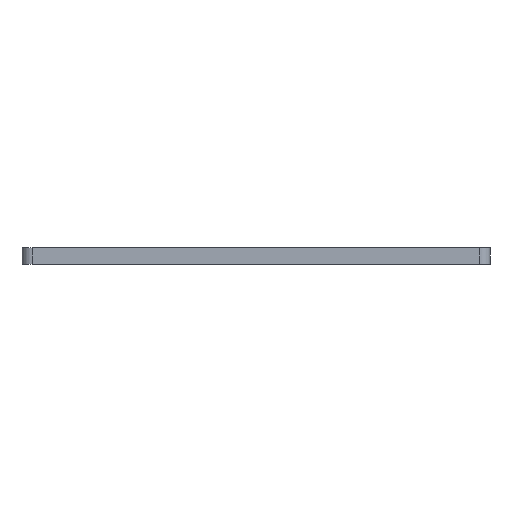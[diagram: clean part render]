
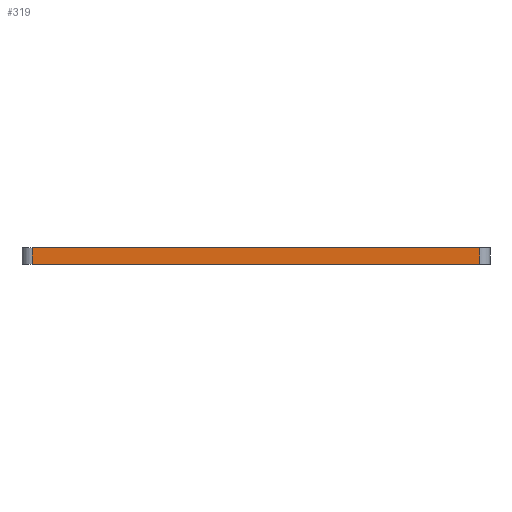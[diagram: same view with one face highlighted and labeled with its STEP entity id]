
A CAD part, front view. The second image highlights one B-rep face of the part: STEP entity #319.
In plain terms, the highlighted planar face has unit normal (0, -1, 0).
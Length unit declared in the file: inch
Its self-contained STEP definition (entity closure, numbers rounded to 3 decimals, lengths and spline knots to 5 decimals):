
#13 = DIRECTION ( 'NONE',  ( -1., 0., 0. ) ) ;
#81 = CARTESIAN_POINT ( 'NONE',  ( 0.025, 0., 0.041 ) ) ;
#122 = VERTEX_POINT ( 'NONE', #2001 ) ;
#152 = ORIENTED_EDGE ( 'NONE', *, *, #1900, .F. ) ;
#193 = CARTESIAN_POINT ( 'NONE',  ( 1.115, 0., 0.041 ) ) ;
#217 = EDGE_LOOP ( 'NONE', ( #1591, #152, #378, #1930 ) ) ;
#319 = ADVANCED_FACE ( 'NONE', ( #912 ), #1875, .T. ) ;
#378 = ORIENTED_EDGE ( 'NONE', *, *, #450, .T. ) ;
#393 = EDGE_CURVE ( 'NONE', #1523, #122, #1274, .T. ) ;
#450 = EDGE_CURVE ( 'NONE', #2283, #1523, #1423, .T. ) ;
#774 = CARTESIAN_POINT ( 'NONE',  ( 0.025, 0., 0.041 ) ) ;
#911 = VECTOR ( 'NONE', #1702, 39.37008 ) ;
#912 = FACE_OUTER_BOUND ( 'NONE', #217, .T. ) ;
#1096 = DIRECTION ( 'NONE',  ( 0., 0., -1. ) ) ;
#1274 = LINE ( 'NONE', #774, #911 ) ;
#1335 = VECTOR ( 'NONE', #13, 39.37008 ) ;
#1408 = AXIS2_PLACEMENT_3D ( 'NONE', #1676, #2227, #1096 ) ;
#1423 = LINE ( 'NONE', #193, #1335 ) ;
#1443 = CARTESIAN_POINT ( 'NONE',  ( 1.115, 0., 0. ) ) ;
#1447 = VECTOR ( 'NONE', #1632, 39.37008 ) ;
#1523 = VERTEX_POINT ( 'NONE', #81 ) ;
#1557 = DIRECTION ( 'NONE',  ( 0., 0., -1. ) ) ;
#1581 = EDGE_CURVE ( 'NONE', #2234, #122, #1626, .T. ) ;
#1591 = ORIENTED_EDGE ( 'NONE', *, *, #1581, .F. ) ;
#1626 = LINE ( 'NONE', #1443, #1447 ) ;
#1630 = CARTESIAN_POINT ( 'NONE',  ( 1.115, 0., 0. ) ) ;
#1632 = DIRECTION ( 'NONE',  ( -1., 0., 0. ) ) ;
#1650 = LINE ( 'NONE', #2087, #2212 ) ;
#1676 = CARTESIAN_POINT ( 'NONE',  ( 1.115, 0., 0.041 ) ) ;
#1702 = DIRECTION ( 'NONE',  ( 0., 0., -1. ) ) ;
#1875 = PLANE ( 'NONE',  #1408 ) ;
#1900 = EDGE_CURVE ( 'NONE', #2283, #2234, #1650, .T. ) ;
#1930 = ORIENTED_EDGE ( 'NONE', *, *, #393, .T. ) ;
#2001 = CARTESIAN_POINT ( 'NONE',  ( 0.025, 0., 0. ) ) ;
#2087 = CARTESIAN_POINT ( 'NONE',  ( 1.115, 0., 0.041 ) ) ;
#2212 = VECTOR ( 'NONE', #1557, 39.37008 ) ;
#2227 = DIRECTION ( 'NONE',  ( 0., -1., 0. ) ) ;
#2234 = VERTEX_POINT ( 'NONE', #1630 ) ;
#2283 = VERTEX_POINT ( 'NONE', #2448 ) ;
#2448 = CARTESIAN_POINT ( 'NONE',  ( 1.115, 0., 0.041 ) ) ;
